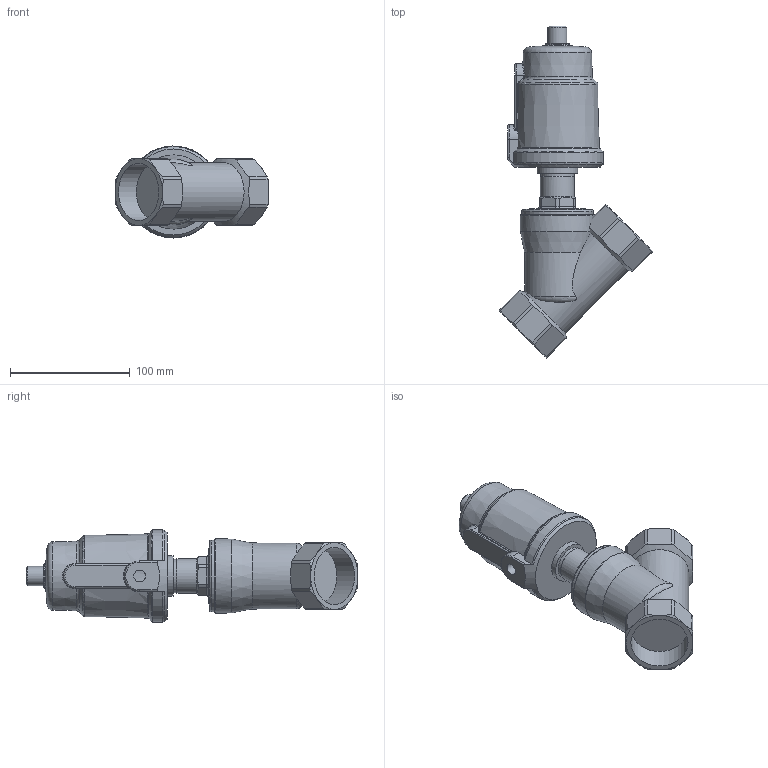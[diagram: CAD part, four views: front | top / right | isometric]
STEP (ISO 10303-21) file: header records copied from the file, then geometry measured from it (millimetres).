
FILE_DESCRIPTION(/* description */ ('Unknown','CAx-IF Rec.Pracs.---Representation and Presentation of Product Manufacturing Information (PMI)---4.0---2014-10-13','CAx-IF Rec.Pracs.---3D Tessellated Geometry---0.4---2014-09-14','2;1'),/* implementation_level */ '2;1');
FILE_NAME(/* name */ '9690-08',/* time_stamp */ '2024-01-19T08:47:14+01:00',/* author */ ('Unknown'),/* organization */ ('Unknown'),/* preprocessor_version */ 'ST-DEVELOPER v18.102',/* originating_system */ 'Solid Edge',/* authorisation */ 'Unknown');
FILE_SCHEMA (('AP242_MANAGED_MODEL_BASED_3D_ENGINEERING_MIM_LF { 1 0 10303 442 1 1 4 }'));
Length unit declared in the file: millimetre
Products named in the file (2): 9690-08_(8.690.040); 63DN40H25
Assembly tree (1 placements, depth 2):
  9690-08_(8.690.040)
    63DN40H25
Bounding box: 128.69 x 277.78 x 77 mm (x, y, z)
Surface area: 76777.7 mm2 (no closed solid volume)
Topology: 0 solids, 3 shells, 144 faces, 359 edges, 222 vertices
Faces by surface type: cylinder 53, plane 38, torus 21, cone 16, bspline 15, sphere 1
Full cylindrical faces by diameter (mm): 9.8 x1, 16 x1, 20 x1, 28 x1, 28.5 x1, 34 x1, 47.803 x2, 49 x1, 60 x1, 62 x1
Entity records: 4963 total; most frequent: CARTESIAN_POINT 1863, ORIENTED_EDGE 644, DIRECTION 571, EDGE_CURVE 328, AXIS2_PLACEMENT_3D 246, VERTEX_POINT 215, EDGE_LOOP 175, FACE_BOUND 175
